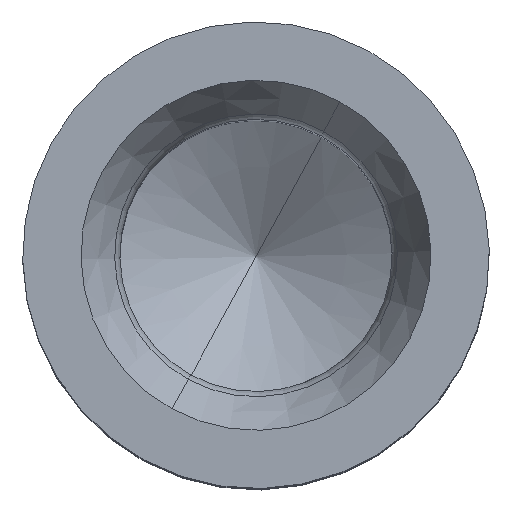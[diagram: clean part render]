
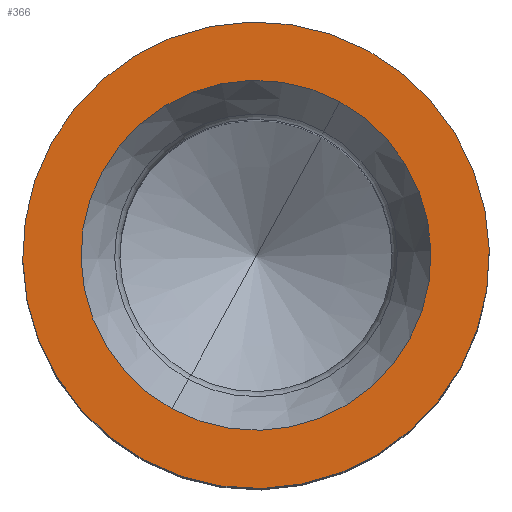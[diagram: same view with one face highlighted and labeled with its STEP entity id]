
A CAD part, top view. The second image highlights one B-rep face of the part: STEP entity #366.
In plain terms, the highlighted planar face has unit normal (0, 0, 1).
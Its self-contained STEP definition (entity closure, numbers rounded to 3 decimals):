
#266=AXIS2_PLACEMENT_3D('Circle Axis2P3D',#264,#265,$) ;
#285=AXIS2_PLACEMENT_3D('Circle Axis2P3D',#283,#284,$) ;
#342=AXIS2_PLACEMENT_3D('Plane Axis2P3D',#339,#340,#341) ;
#346=AXIS2_PLACEMENT_3D('Circle Axis2P3D',#344,#345,$) ;
#355=AXIS2_PLACEMENT_3D('Circle Axis2P3D',#353,#354,$) ;
#261=CARTESIAN_POINT('Vertex',(4.079,4.975,29.1)) ;
#264=CARTESIAN_POINT('Axis2P3D Location',(3.,3.,29.1)) ;
#268=CARTESIAN_POINT('Vertex',(1.921,1.025,29.1)) ;
#283=CARTESIAN_POINT('Axis2P3D Location',(3.,3.,29.1)) ;
#339=CARTESIAN_POINT('Axis2P3D Location',(3.,0.,29.1)) ;
#344=CARTESIAN_POINT('Axis2P3D Location',(3.,3.,29.1)) ;
#348=CARTESIAN_POINT('Vertex',(1.562,0.367,29.1)) ;
#350=CARTESIAN_POINT('Vertex',(4.438,5.633,29.1)) ;
#353=CARTESIAN_POINT('Axis2P3D Location',(3.,3.,29.1)) ;
#265=DIRECTION('Axis2P3D Direction',(0.,0.,1.)) ;
#284=DIRECTION('Axis2P3D Direction',(0.,0.,1.)) ;
#340=DIRECTION('Axis2P3D Direction',(0.,0.,-1.)) ;
#341=DIRECTION('Axis2P3D XDirection',(1.,0.,0.)) ;
#345=DIRECTION('Axis2P3D Direction',(0.,0.,-1.)) ;
#354=DIRECTION('Axis2P3D Direction',(0.,0.,-1.)) ;
#359=ORIENTED_EDGE('',*,*,#352,.F.) ;
#360=ORIENTED_EDGE('',*,*,#357,.F.) ;
#363=ORIENTED_EDGE('',*,*,#287,.T.) ;
#364=ORIENTED_EDGE('',*,*,#270,.T.) ;
#365=FACE_BOUND('',#362,.T.) ;
#366=ADVANCED_FACE('K\X2\00F6\X0\rper.2',(#361,#365),#343,.F.) ;
#267=CIRCLE('generated circle',#266,2.25) ;
#286=CIRCLE('generated circle',#285,2.25) ;
#347=CIRCLE('generated circle',#346,3.) ;
#356=CIRCLE('generated circle',#355,3.) ;
#270=EDGE_CURVE('',#269,#262,#267,.F.) ;
#287=EDGE_CURVE('',#262,#269,#286,.F.) ;
#352=EDGE_CURVE('',#349,#351,#347,.T.) ;
#357=EDGE_CURVE('',#351,#349,#356,.T.) ;
#358=EDGE_LOOP('',(#359,#360)) ;
#362=EDGE_LOOP('',(#363,#364)) ;
#361=FACE_OUTER_BOUND('',#358,.T.) ;
#343=PLANE('',#342) ;
#262=VERTEX_POINT('',#261) ;
#269=VERTEX_POINT('',#268) ;
#349=VERTEX_POINT('',#348) ;
#351=VERTEX_POINT('',#350) ;
